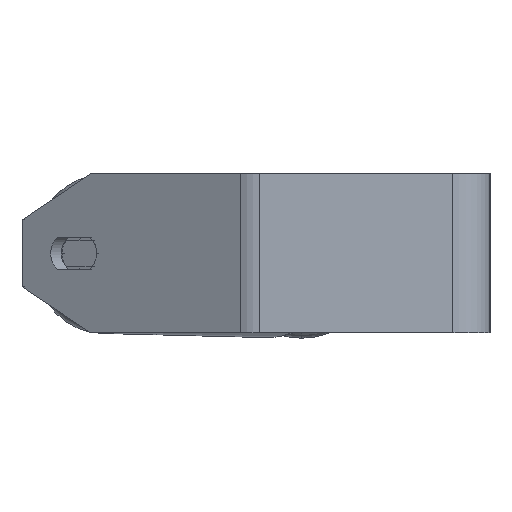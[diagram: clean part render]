
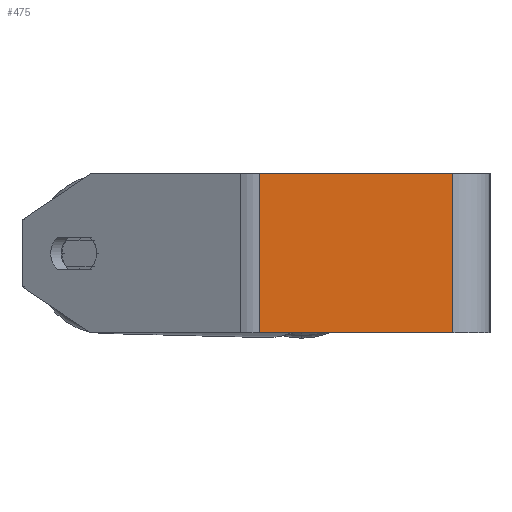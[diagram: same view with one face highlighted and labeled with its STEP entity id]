
A CAD part, left-side view. The second image highlights one B-rep face of the part: STEP entity #475.
In plain terms, the highlighted planar face has unit normal (-1, 0, 0).
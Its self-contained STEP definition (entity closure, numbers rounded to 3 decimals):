
#157 = DIRECTION ( 'NONE',  ( 0., -1., 0. ) ) ;
#402 = CARTESIAN_POINT ( 'NONE',  ( -270., 86.953, 30. ) ) ;
#475 = ADVANCED_FACE ( 'NONE', ( #8231 ), #8355, .F. ) ;
#623 = CARTESIAN_POINT ( 'NONE',  ( -270., 14., -30. ) ) ;
#692 = CARTESIAN_POINT ( 'NONE',  ( -270., 86.953, 30. ) ) ;
#855 = EDGE_LOOP ( 'NONE', ( #8312, #6154, #3121, #3816 ) ) ;
#1324 = LINE ( 'NONE', #3975, #4087 ) ;
#1748 = CARTESIAN_POINT ( 'NONE',  ( -270., 14., 30. ) ) ;
#1819 = EDGE_CURVE ( 'NONE', #7646, #4504, #5713, .T. ) ;
#1936 = DIRECTION ( 'NONE',  ( 0., 0., -1. ) ) ;
#2499 = VECTOR ( 'NONE', #6233, 1000. ) ;
#2688 = DIRECTION ( 'NONE',  ( 0., -1., 0. ) ) ;
#3090 = VERTEX_POINT ( 'NONE', #8453 ) ;
#3121 = ORIENTED_EDGE ( 'NONE', *, *, #1819, .F. ) ;
#3448 = VECTOR ( 'NONE', #7007, 1000. ) ;
#3816 = ORIENTED_EDGE ( 'NONE', *, *, #7477, .T. ) ;
#3975 = CARTESIAN_POINT ( 'NONE',  ( -270., 90.705, -30. ) ) ;
#4087 = VECTOR ( 'NONE', #2688, 1000. ) ;
#4286 = EDGE_CURVE ( 'NONE', #3090, #7130, #1324, .T. ) ;
#4428 = LINE ( 'NONE', #5728, #3448 ) ;
#4504 = VERTEX_POINT ( 'NONE', #1748 ) ;
#4658 = DIRECTION ( 'NONE',  ( 1., 0., 0. ) ) ;
#4977 = LINE ( 'NONE', #402, #2499 ) ;
#5173 = CARTESIAN_POINT ( 'NONE',  ( -270., 90.705, 30. ) ) ;
#5713 = LINE ( 'NONE', #7315, #7262 ) ;
#5728 = CARTESIAN_POINT ( 'NONE',  ( -270., 14., 30. ) ) ;
#6154 = ORIENTED_EDGE ( 'NONE', *, *, #7512, .F. ) ;
#6233 = DIRECTION ( 'NONE',  ( 0., 0., -1. ) ) ;
#7007 = DIRECTION ( 'NONE',  ( 0., 0., -1. ) ) ;
#7084 = AXIS2_PLACEMENT_3D ( 'NONE', #5173, #4658, #1936 ) ;
#7130 = VERTEX_POINT ( 'NONE', #623 ) ;
#7262 = VECTOR ( 'NONE', #157, 1000. ) ;
#7315 = CARTESIAN_POINT ( 'NONE',  ( -270., 90.705, 30. ) ) ;
#7477 = EDGE_CURVE ( 'NONE', #7646, #3090, #4977, .T. ) ;
#7512 = EDGE_CURVE ( 'NONE', #4504, #7130, #4428, .T. ) ;
#7646 = VERTEX_POINT ( 'NONE', #692 ) ;
#8231 = FACE_OUTER_BOUND ( 'NONE', #855, .T. ) ;
#8312 = ORIENTED_EDGE ( 'NONE', *, *, #4286, .T. ) ;
#8355 = PLANE ( 'NONE',  #7084 ) ;
#8453 = CARTESIAN_POINT ( 'NONE',  ( -270., 86.953, -30. ) ) ;
